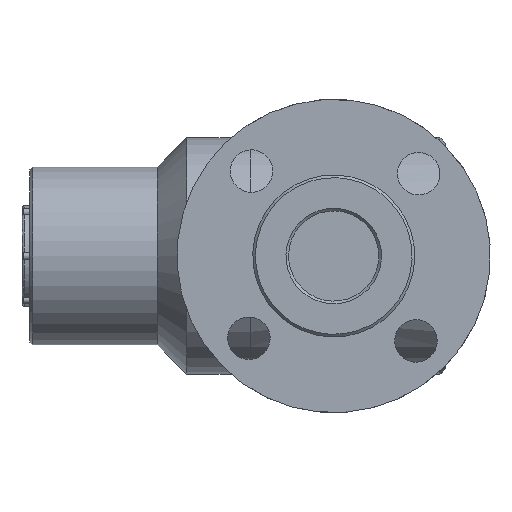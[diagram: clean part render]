
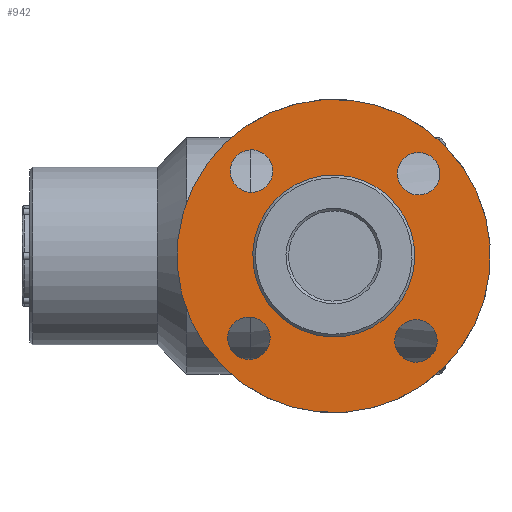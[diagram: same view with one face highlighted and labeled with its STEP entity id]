
A CAD part, left-side view. The second image highlights one B-rep face of the part: STEP entity #942.
In plain terms, the highlighted face is planar.
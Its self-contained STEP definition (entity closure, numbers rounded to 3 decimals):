
#68 = AXIS2_PLACEMENT_3D ( 'NONE', #3329, #2104, #2422 ) ;
#113 = VERTEX_POINT ( 'NONE', #2858 ) ;
#129 = FACE_BOUND ( 'NONE', #2928, .T. ) ;
#219 = EDGE_LOOP ( 'NONE', ( #2677 ) ) ;
#243 = CARTESIAN_POINT ( 'NONE',  ( 59., 0., 7. ) ) ;
#270 = CARTESIAN_POINT ( 'NONE',  ( 25.75, 0., 7. ) ) ;
#306 = DIRECTION ( 'NONE',  ( 1., 0., 0. ) ) ;
#405 = FACE_BOUND ( 'NONE', #2419, .T. ) ;
#416 = DIRECTION ( 'NONE',  ( 0., 0., 1. ) ) ;
#439 = DIRECTION ( 'NONE',  ( 0., 0., 1. ) ) ;
#497 = ORIENTED_EDGE ( 'NONE', *, *, #866, .F. ) ;
#580 = DIRECTION ( 'NONE',  ( 0., 0., 1. ) ) ;
#686 = DIRECTION ( 'NONE',  ( 1., 0., 0. ) ) ;
#701 = DIRECTION ( 'NONE',  ( 0., 0., 1. ) ) ;
#702 = AXIS2_PLACEMENT_3D ( 'NONE', #3307, #2103, #2397 ) ;
#758 = FACE_BOUND ( 'NONE', #1498, .T. ) ;
#866 = EDGE_CURVE ( 'NONE', #113, #113, #3499, .T. ) ;
#894 = CIRCLE ( 'NONE', #3551, 8. ) ;
#922 = EDGE_LOOP ( 'NONE', ( #2742 ) ) ;
#942 = ADVANCED_FACE ( 'NONE', ( #3485, #758, #2236, #405, #3120, #129 ), #3734, .T. ) ;
#996 = CARTESIAN_POINT ( 'NONE',  ( 0., 0., 7. ) ) ;
#999 = ORIENTED_EDGE ( 'NONE', *, *, #3167, .F. ) ;
#1095 = VERTEX_POINT ( 'NONE', #1481 ) ;
#1161 = VERTEX_POINT ( 'NONE', #270 ) ;
#1262 = EDGE_CURVE ( 'NONE', #2524, #2524, #2430, .T. ) ;
#1465 = CIRCLE ( 'NONE', #1802, 59. ) ;
#1481 = CARTESIAN_POINT ( 'NONE',  ( 8., 44.5, 7. ) ) ;
#1498 = EDGE_LOOP ( 'NONE', ( #2989 ) ) ;
#1616 = DIRECTION ( 'NONE',  ( 1., 0., 0. ) ) ;
#1802 = AXIS2_PLACEMENT_3D ( 'NONE', #3604, #580, #306 ) ;
#1948 = DIRECTION ( 'NONE',  ( 1., 0., 0. ) ) ;
#1969 = ORIENTED_EDGE ( 'NONE', *, *, #1262, .F. ) ;
#1971 = CARTESIAN_POINT ( 'NONE',  ( 0., 0., 7. ) ) ;
#2045 = VERTEX_POINT ( 'NONE', #243 ) ;
#2103 = DIRECTION ( 'NONE',  ( 0., 0., 1. ) ) ;
#2104 = DIRECTION ( 'NONE',  ( 0., 0., 1. ) ) ;
#2236 = FACE_OUTER_BOUND ( 'NONE', #219, .T. ) ;
#2255 = DIRECTION ( 'NONE',  ( 1., 0., 0. ) ) ;
#2297 = AXIS2_PLACEMENT_3D ( 'NONE', #3790, #701, #1616 ) ;
#2316 = VERTEX_POINT ( 'NONE', #3914 ) ;
#2397 = DIRECTION ( 'NONE',  ( 1., 0., 0. ) ) ;
#2419 = EDGE_LOOP ( 'NONE', ( #999 ) ) ;
#2422 = DIRECTION ( 'NONE',  ( 1., 0., 0. ) ) ;
#2430 = CIRCLE ( 'NONE', #702, 8. ) ;
#2445 = DIRECTION ( 'NONE',  ( 0., 0., 1. ) ) ;
#2483 = EDGE_CURVE ( 'NONE', #2316, #2316, #2917, .T. ) ;
#2524 = VERTEX_POINT ( 'NONE', #3772 ) ;
#2677 = ORIENTED_EDGE ( 'NONE', *, *, #3153, .T. ) ;
#2742 = ORIENTED_EDGE ( 'NONE', *, *, #2483, .F. ) ;
#2858 = CARTESIAN_POINT ( 'NONE',  ( 52.5, 0., 7. ) ) ;
#2917 = CIRCLE ( 'NONE', #68, 8. ) ;
#2928 = EDGE_LOOP ( 'NONE', ( #1969 ) ) ;
#2989 = ORIENTED_EDGE ( 'NONE', *, *, #3721, .F. ) ;
#3071 = AXIS2_PLACEMENT_3D ( 'NONE', #1971, #439, #2255 ) ;
#3120 = FACE_BOUND ( 'NONE', #3265, .T. ) ;
#3132 = CIRCLE ( 'NONE', #3761, 25.75 ) ;
#3153 = EDGE_CURVE ( 'NONE', #2045, #2045, #1465, .T. ) ;
#3167 = EDGE_CURVE ( 'NONE', #1161, #1161, #3132, .T. ) ;
#3265 = EDGE_LOOP ( 'NONE', ( #497 ) ) ;
#3307 = CARTESIAN_POINT ( 'NONE',  ( -44.5, 0., 7. ) ) ;
#3329 = CARTESIAN_POINT ( 'NONE',  ( 0., -44.5, 7. ) ) ;
#3393 = CARTESIAN_POINT ( 'NONE',  ( 0., 44.5, 7. ) ) ;
#3485 = FACE_BOUND ( 'NONE', #922, .T. ) ;
#3499 = CIRCLE ( 'NONE', #2297, 8. ) ;
#3551 = AXIS2_PLACEMENT_3D ( 'NONE', #3393, #2445, #686 ) ;
#3604 = CARTESIAN_POINT ( 'NONE',  ( 0., 0., 7. ) ) ;
#3721 = EDGE_CURVE ( 'NONE', #1095, #1095, #894, .T. ) ;
#3734 = PLANE ( 'NONE',  #3071 ) ;
#3761 = AXIS2_PLACEMENT_3D ( 'NONE', #996, #416, #1948 ) ;
#3772 = CARTESIAN_POINT ( 'NONE',  ( -36.5, 0., 7. ) ) ;
#3790 = CARTESIAN_POINT ( 'NONE',  ( 44.5, 0., 7. ) ) ;
#3914 = CARTESIAN_POINT ( 'NONE',  ( 8., -44.5, 7. ) ) ;
